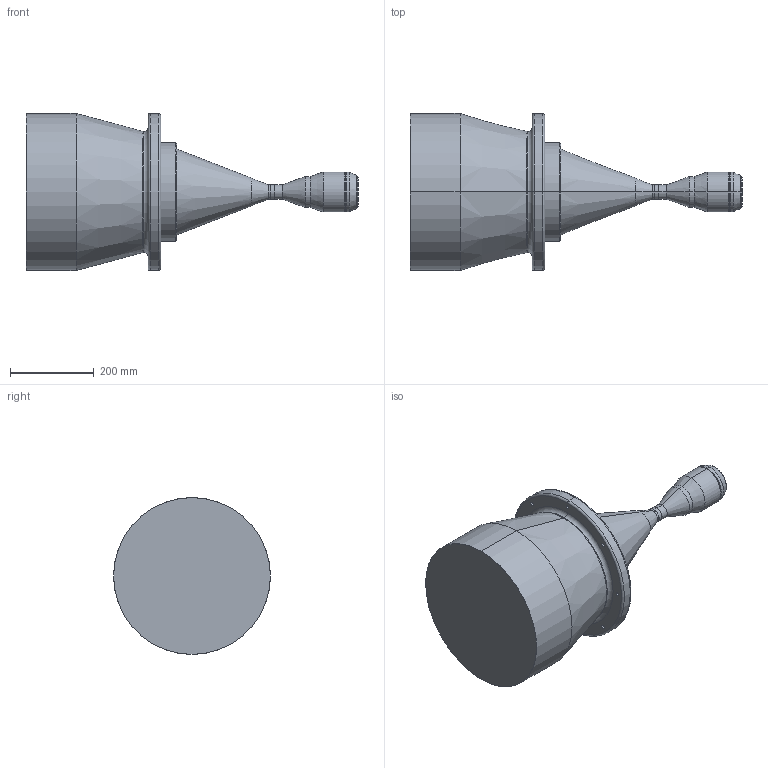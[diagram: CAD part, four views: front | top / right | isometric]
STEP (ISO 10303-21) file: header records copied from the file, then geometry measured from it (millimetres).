
FILE_DESCRIPTION (( 'STEP AP203' ), '1' );
FILE_NAME ('DTCM16K-300-AL STEPͼ.STEP', '2019-11-07T08:27:15', ( '' ), ( '' ), 'SwSTEP 2.0', 'SolidWorks 2014', '' );
FILE_SCHEMA (( 'CONFIG_CONTROL_DESIGN' ));
Length unit declared in the file: millimetre
Products named in the file (1): DTCM16K-300-AL STEPͼ
Bounding box: 795 x 376 x 376 mm (x, y, z)
Volume: 37028766.6 mm3; surface area: 767539.1 mm2
Topology: 1 solids, 1 shells, 85 faces, 184 edges, 112 vertices
Faces by surface type: cylinder 42, cone 22, plane 13, torus 8
Entity records: 2451 total; most frequent: DIRECTION 476, CARTESIAN_POINT 382, ORIENTED_EDGE 368, AXIS2_PLACEMENT_3D 206, EDGE_CURVE 184, CIRCLE 120, VERTEX_POINT 112, EDGE_LOOP 112
